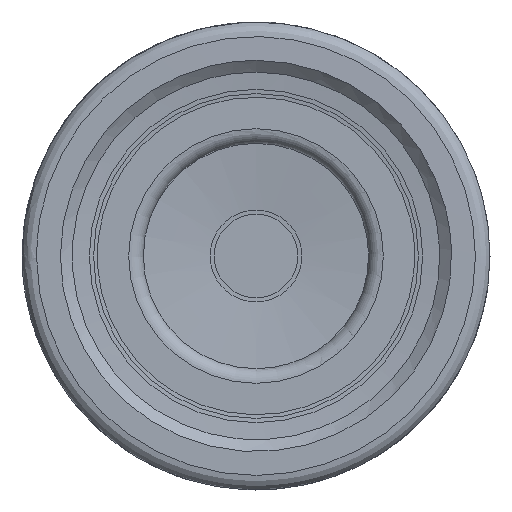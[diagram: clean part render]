
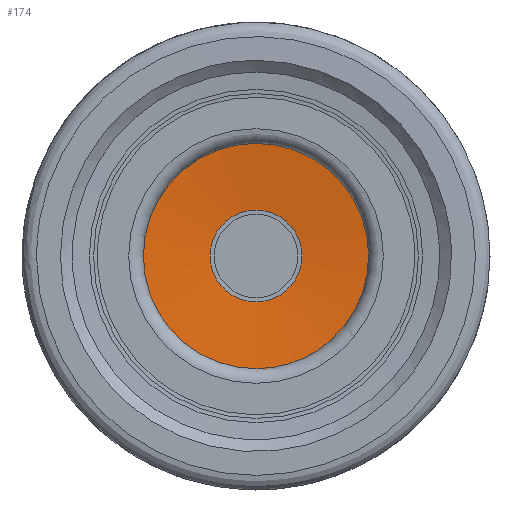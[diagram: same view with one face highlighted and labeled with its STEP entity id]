
A CAD part, left-side view. The second image highlights one B-rep face of the part: STEP entity #174.
In plain terms, the highlighted conical face has half-angle 84.461 degrees and reference radius 11.106 mm.
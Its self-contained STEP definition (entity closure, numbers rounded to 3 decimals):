
#159=CONICAL_SURFACE('',#424,11.106,84.461);
#174=ADVANCED_FACE('',(#209,#210),#159,.F.);
#209=FACE_BOUND('',#257,.T.);
#210=FACE_BOUND('',#258,.T.);
#257=EDGE_LOOP('',(#307));
#258=EDGE_LOOP('',(#308));
#307=ORIENTED_EDGE('',*,*,#378,.T.);
#308=ORIENTED_EDGE('',*,*,#379,.F.);
#353=VERTEX_POINT('',#519);
#354=VERTEX_POINT('',#522);
#378=EDGE_CURVE('',#353,#353,#403,.T.);
#379=EDGE_CURVE('',#354,#354,#404,.T.);
#403=CIRCLE('',#421,11.106);
#404=CIRCLE('',#423,3.144);
#421=AXIS2_PLACEMENT_3D('',#518,#460,#461);
#423=AXIS2_PLACEMENT_3D('',#521,#464,#465);
#424=AXIS2_PLACEMENT_3D('',#523,#466,#467);
#460=DIRECTION('',(-1.,0.,0.));
#461=DIRECTION('',(0.,0.,1.));
#464=DIRECTION('',(-1.,0.,0.));
#465=DIRECTION('',(0.,0.,1.));
#466=DIRECTION('',(-1.,0.,0.));
#467=DIRECTION('',(0.,0.,1.));
#518=CARTESIAN_POINT('',(1.314,0.,0.));
#519=CARTESIAN_POINT('',(1.314,0.,11.106));
#521=CARTESIAN_POINT('',(2.086,0.,0.));
#522=CARTESIAN_POINT('',(2.086,0.,3.144));
#523=CARTESIAN_POINT('',(1.314,0.,0.));
